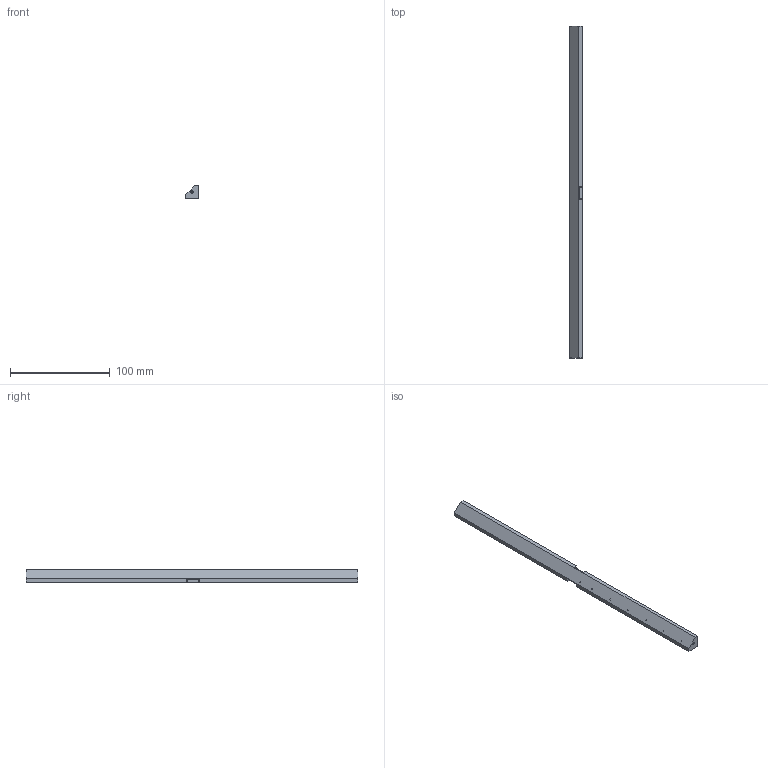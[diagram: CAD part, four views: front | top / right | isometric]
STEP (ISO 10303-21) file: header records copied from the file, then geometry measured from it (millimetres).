
FILE_DESCRIPTION (( 'STEP AP214' ), '1' );
FILE_NAME ('40K Bar stock.STEP', '2024-06-24T17:07:13', ( '' ), ( '' ), 'SwSTEP 2.0', 'SolidWorks 2023', '' );
FILE_SCHEMA (( 'AUTOMOTIVE_DESIGN' ));
Length unit declared in the file: millimetre
Products named in the file (1): 40K Bar stock
Bounding box: 12.7 x 333.2 x 12.7 mm (x, y, z)
Volume: 39453.4 mm3; surface area: 16462.9 mm2
Topology: 1 solids, 1 shells, 134 faces, 352 edges, 184 vertices
Faces by surface type: cylinder 60, cone 59, plane 15
Entity records: 3889 total; most frequent: CARTESIAN_POINT 853, DIRECTION 652, ORIENTED_EDGE 600, EDGE_CURVE 300, AXIS2_PLACEMENT_3D 251, VERTEX_POINT 184, EDGE_LOOP 160, LINE 150
